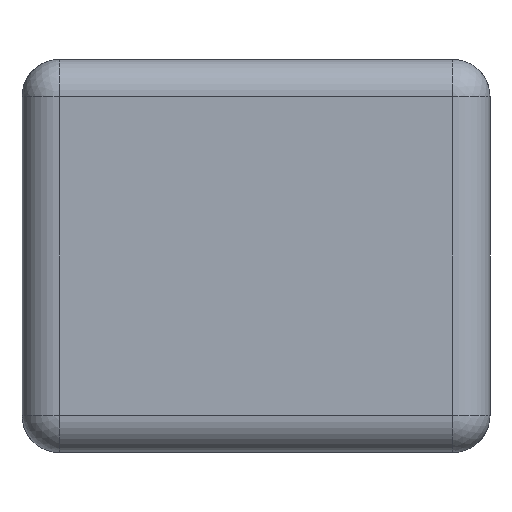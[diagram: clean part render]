
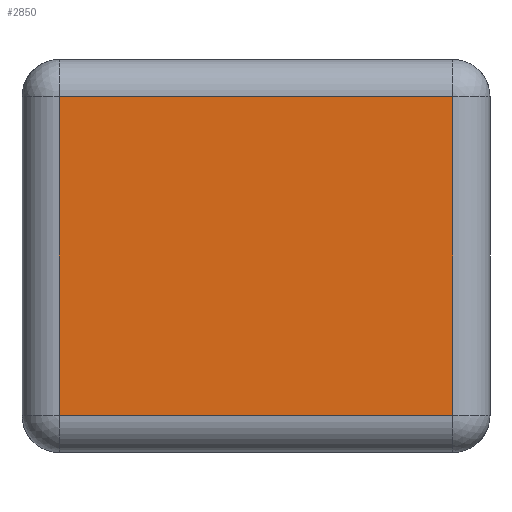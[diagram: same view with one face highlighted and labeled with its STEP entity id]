
A CAD part, left-side view. The second image highlights one B-rep face of the part: STEP entity #2850.
In plain terms, the highlighted planar face has unit normal (-1, 0, 0).
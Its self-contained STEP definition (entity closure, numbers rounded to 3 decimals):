
#90=PLANE('',#3070);
#215=FACE_OUTER_BOUND('',#399,.T.);
#399=EDGE_LOOP('',(#2026,#2027,#2028,#2029));
#690=LINE('',#4292,#974);
#691=LINE('',#4298,#975);
#692=LINE('',#4304,#976);
#693=LINE('',#4306,#977);
#974=VECTOR('',#3395,0.85);
#975=VECTOR('',#3404,1.05);
#976=VECTOR('',#3413,0.85);
#977=VECTOR('',#3416,1.05);
#1284=VERTEX_POINT('',#4282);
#1285=VERTEX_POINT('',#4288);
#1286=VERTEX_POINT('',#4294);
#1287=VERTEX_POINT('',#4300);
#1566=EDGE_CURVE('',#1284,#1285,#690,.T.);
#1569=EDGE_CURVE('',#1286,#1284,#691,.T.);
#1572=EDGE_CURVE('',#1287,#1286,#692,.T.);
#1573=EDGE_CURVE('',#1285,#1287,#693,.T.);
#2026=ORIENTED_EDGE('',*,*,#1566,.F.);
#2027=ORIENTED_EDGE('',*,*,#1569,.F.);
#2028=ORIENTED_EDGE('',*,*,#1572,.F.);
#2029=ORIENTED_EDGE('',*,*,#1573,.F.);
#2850=ADVANCED_FACE('',(#215),#90,.T.);
#3070=AXIS2_PLACEMENT_3D('',#4307,#3417,#3418);
#3395=DIRECTION('',(0.,0.,1.));
#3404=DIRECTION('',(0.,1.,0.));
#3413=DIRECTION('',(0.,0.,-1.));
#3416=DIRECTION('',(0.,-1.,0.));
#3417=DIRECTION('center_axis',(-1.,0.,0.));
#3418=DIRECTION('ref_axis',(0.,-1.,0.));
#4282=CARTESIAN_POINT('',(-1.,0.525,0.1));
#4288=CARTESIAN_POINT('',(-1.,0.525,0.95));
#4292=CARTESIAN_POINT('',(-1.,0.525,0.));
#4294=CARTESIAN_POINT('',(-1.,-0.525,0.1));
#4298=CARTESIAN_POINT('',(-1.,0.313,0.1));
#4300=CARTESIAN_POINT('',(-1.,-0.525,0.95));
#4304=CARTESIAN_POINT('',(-1.,-0.525,0.));
#4306=CARTESIAN_POINT('',(-1.,0.313,0.95));
#4307=CARTESIAN_POINT('Origin',(-1.,0.625,0.));
